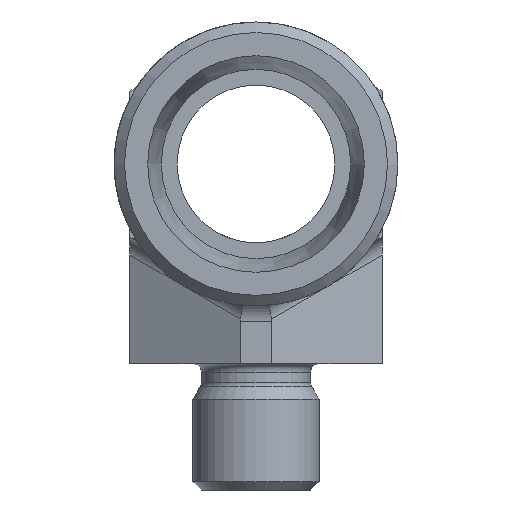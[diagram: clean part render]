
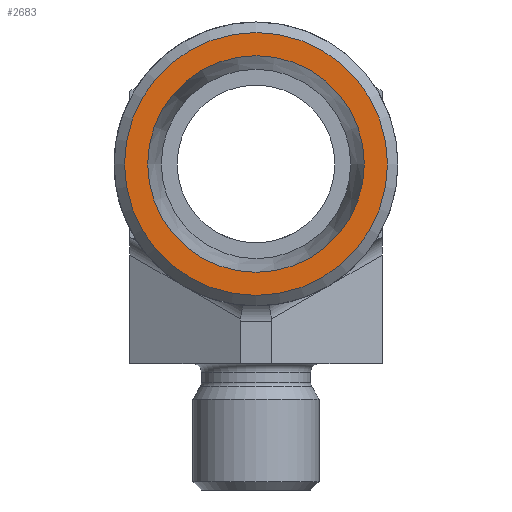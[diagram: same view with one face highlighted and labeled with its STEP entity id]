
A CAD part, front view. The second image highlights one B-rep face of the part: STEP entity #2683.
In plain terms, the highlighted planar face has unit normal (0, -1, 0).
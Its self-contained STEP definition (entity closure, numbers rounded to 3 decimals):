
#2580=CARTESIAN_POINT('',(-8.185,-21.456,22.0));
#2581=VERTEX_POINT('',#2580);
#2582=CARTESIAN_POINT('',(-18.485,-21.456,22.0));
#2583=DIRECTION('',(0.0,1.0,0.0));
#2584=DIRECTION('',(-1.0,0.0,0.0));
#2585=AXIS2_PLACEMENT_3D('',#2582,#2583,#2584);
#2586=CIRCLE('',#2585,10.3);
#2587=EDGE_CURVE('',#2581,#2581,#2586,.T.);
#2640=CARTESIAN_POINT('',(-5.985,-21.456,22.0));
#2641=VERTEX_POINT('',#2640);
#2642=CARTESIAN_POINT('',(-18.485,-21.456,22.0));
#2643=DIRECTION('',(0.0,1.0,0.0));
#2644=DIRECTION('',(-1.0,0.0,0.0));
#2645=AXIS2_PLACEMENT_3D('',#2642,#2643,#2644);
#2646=CIRCLE('',#2645,12.5);
#2647=EDGE_CURVE('',#2641,#2641,#2646,.T.);
#2672=CARTESIAN_POINT('',(-18.485,-21.456,22.0));
#2673=DIRECTION('',(0.0,1.0,0.0));
#2674=DIRECTION('',(0.0,0.0,1.0));
#2675=AXIS2_PLACEMENT_3D('',#2672,#2673,#2674);
#2676=PLANE('',#2675);
#2677=ORIENTED_EDGE('',*,*,#2647,.F.);
#2678=EDGE_LOOP('',(#2677));
#2679=FACE_OUTER_BOUND('',#2678,.T.);
#2680=ORIENTED_EDGE('',*,*,#2587,.T.);
#2681=EDGE_LOOP('',(#2680));
#2682=FACE_BOUND('',#2681,.T.);
#2683=ADVANCED_FACE('',(#2679,#2682),#2676,.F.);
